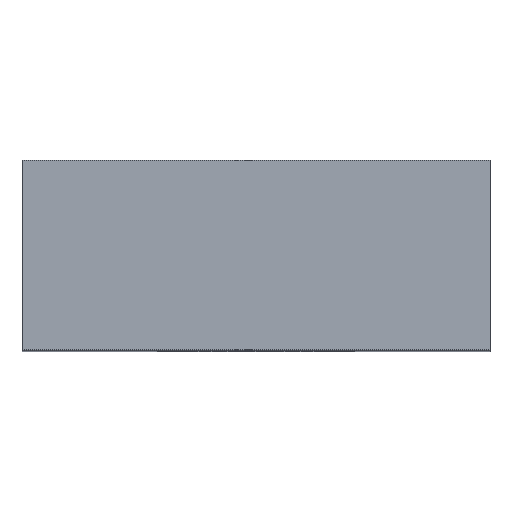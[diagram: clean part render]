
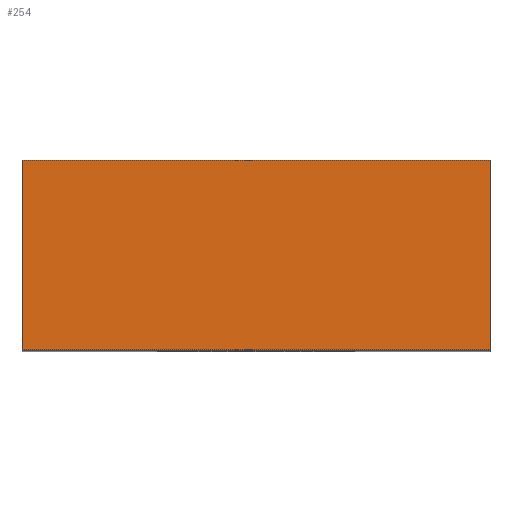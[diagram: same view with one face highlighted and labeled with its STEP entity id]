
A CAD part, top view. The second image highlights one B-rep face of the part: STEP entity #254.
In plain terms, the highlighted planar face has unit normal (0, 0, 1).
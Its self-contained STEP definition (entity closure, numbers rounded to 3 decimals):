
#38=VERTEX_POINT('',#39);
#39=CARTESIAN_POINT('',(-1.46,-1.24,14.));
#44=EDGE_CURVE('',#38,#45,#47,.T.);
#45=VERTEX_POINT('',#46);
#46=CARTESIAN_POINT('',(-1.46,2.,14.));
#47=LINE('',#39,#48);
#48=VECTOR('',#49,1.);
#49=DIRECTION('',(0.,1.,0.));
#62=DIRECTION('',(1.,0.,0.));
#72=VECTOR('',#62,1.);
#243=VERTEX_POINT('',#244);
#244=CARTESIAN_POINT('',(6.54,-1.24,14.));
#247=EDGE_CURVE('',#38,#243,#248,.T.);
#248=LINE('',#39,#72);
#254=ADVANCED_FACE('',(#255),#267,.T.);
#255=FACE_BOUND('',#256,.T.);
#256=EDGE_LOOP('',(#257,#258,#263,#266));
#257=ORIENTED_EDGE('',*,*,#247,.T.);
#258=ORIENTED_EDGE('',*,*,#259,.T.);
#259=EDGE_CURVE('',#243,#260,#262,.T.);
#260=VERTEX_POINT('',#261);
#261=CARTESIAN_POINT('',(6.54,2.,14.));
#262=LINE('',#244,#48);
#263=ORIENTED_EDGE('',*,*,#264,.F.);
#264=EDGE_CURVE('',#45,#260,#265,.T.);
#265=LINE('',#46,#72);
#266=ORIENTED_EDGE('',*,*,#44,.F.);
#267=PLANE('',#268);
#268=AXIS2_PLACEMENT_3D('',#39,#269,#270);
#269=DIRECTION('',(0.,0.,1.));
#270=DIRECTION('',(0.,1.,0.));
